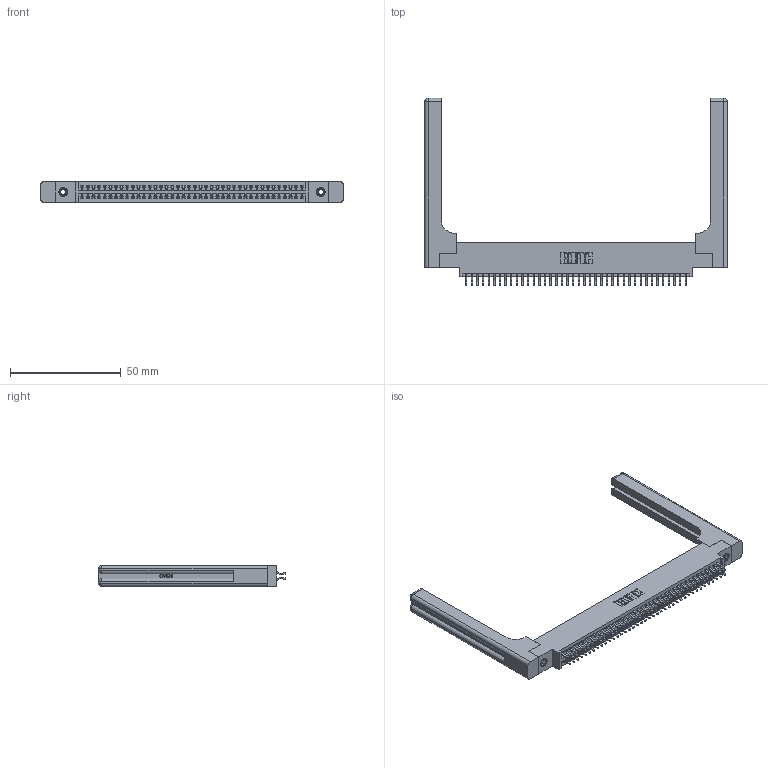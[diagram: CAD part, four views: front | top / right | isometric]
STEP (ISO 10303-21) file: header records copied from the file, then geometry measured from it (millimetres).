
FILE_DESCRIPTION (( 'STEP AP203' ), '1' );
FILE_NAME ('395-080-556-858.STEP', '2019-10-25T05:12:34', ( '' ), ( '' ), 'SwSTEP 2.0', 'SolidWorks 2016', '' );
FILE_SCHEMA (( 'CONFIG_CONTROL_DESIGN' ));
Length unit declared in the file: inch
Products named in the file (5): 345 Part_0.170 Offset - 0.156 Dia-TH; 345-292-001_556 Tail; 345-250-001_345-250-001-102; 345-220-058_345-220-058; 395-080-556-858
Assembly tree (85 placements, depth 2):
  395-080-556-858
    345 Part_0.170 Offset - 0.156 Dia-TH
    345-292-001_556 Tail  x80
    345-250-001_345-250-001-102  x2
    345-220-058_345-220-058  x2
Bounding box: 136.63 x 84.51 x 9.4 mm (x, y, z)
Volume: 21612 mm3; surface area: 24512.2 mm2
Topology: 85 solids, 85 shells, 4866 faces, 14379 edges, 9458 vertices
Faces by surface type: plane 3192, cylinder 1614, bspline 36, cone 12, sphere 8, torus 4
Entity records: 37188 total; most frequent: CARTESIAN_POINT 7245, ORIENTED_EDGE 5964, DIRECTION 5310, EDGE_CURVE 2982, VECTOR 2590, LINE 2590, VERTEX_POINT 1978, AXIS2_PLACEMENT_3D 1360
